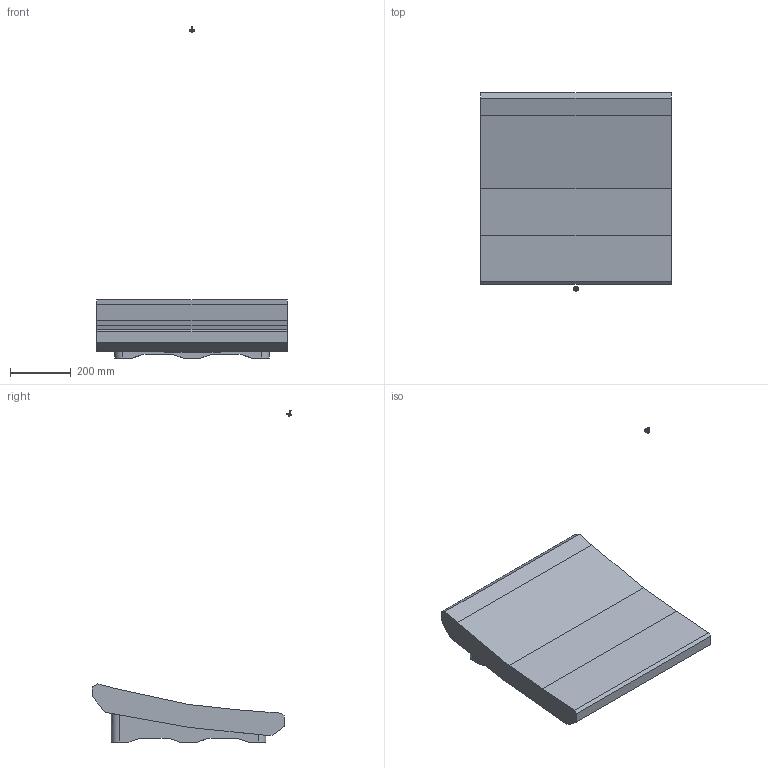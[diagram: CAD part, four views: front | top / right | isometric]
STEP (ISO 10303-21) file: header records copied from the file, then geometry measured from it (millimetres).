
FILE_DESCRIPTION (( 'STEP AP203' ), '1' );
FILE_NAME ('STY-CATR-RER-0300-S1.STEP', '2025-05-27T17:49:43', ( '' ), ( '' ), 'SwSTEP 2.0', 'SolidWorks 2021', '' );
FILE_SCHEMA (( 'CONFIG_CONTROL_DESIGN' ));
Length unit declared in the file: inch
Products named in the file (1): STY-CATR-RER-0300-S1
Bounding box: 625 x 654.66 x 1091.83 mm (x, y, z)
Volume: 33817589.2 mm3; surface area: 1246845.5 mm2
Topology: 2 solids, 2 shells, 175 faces, 492 edges, 313 vertices
Faces by surface type: plane 95, cylinder 46, cone 18, bspline 12, sphere 4
Entity records: 5871 total; most frequent: CARTESIAN_POINT 1512, ORIENTED_EDGE 942, DIRECTION 830, EDGE_CURVE 471, VECTOR 320, LINE 320, VERTEX_POINT 311, AXIS2_PLACEMENT_3D 255
